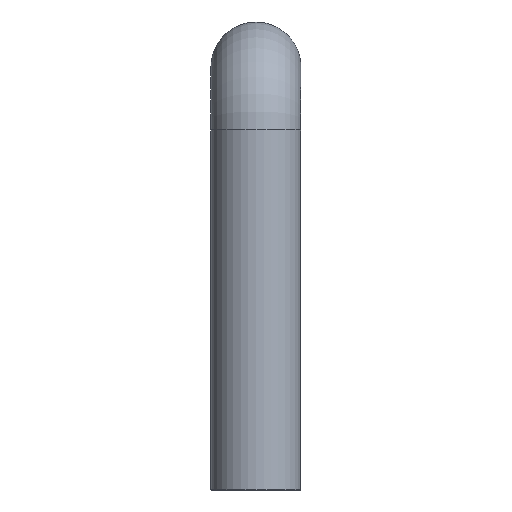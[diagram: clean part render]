
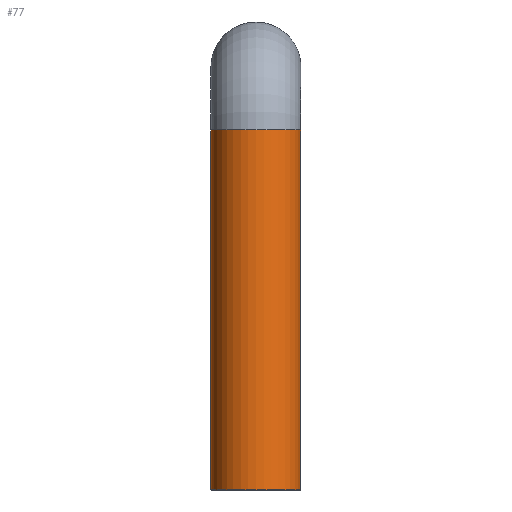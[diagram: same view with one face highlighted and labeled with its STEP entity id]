
A CAD part, left-side view. The second image highlights one B-rep face of the part: STEP entity #77.
In plain terms, the highlighted cylindrical face has radius 0.25 mm (diameter 0.5 mm), a full revolution.
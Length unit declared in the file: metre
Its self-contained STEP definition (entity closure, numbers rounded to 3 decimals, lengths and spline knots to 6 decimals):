
#24=ORIENTED_EDGE('',*,*,#32,.F.);
#25=ORIENTED_EDGE('',*,*,#33,.T.);
#32=EDGE_CURVE('',#38,#38,#44,.T.);
#33=EDGE_CURVE('',#39,#39,#45,.T.);
#38=VERTEX_POINT('',#148);
#39=VERTEX_POINT('',#151);
#44=CIRCLE('',#101,0.00025);
#45=CIRCLE('',#103,0.00025);
#54=EDGE_LOOP('',(#24));
#55=EDGE_LOOP('',(#25));
#66=FACE_BOUND('',#54,.T.);
#67=FACE_BOUND('',#55,.T.);
#72=CYLINDRICAL_SURFACE('',#102,0.00025);
#77=ADVANCED_FACE('',(#66,#67),#72,.T.);
#101=AXIS2_PLACEMENT_3D('',#147,#124,#125);
#102=AXIS2_PLACEMENT_3D('',#149,#126,#127);
#103=AXIS2_PLACEMENT_3D('',#150,#128,#129);
#124=DIRECTION('',(0.,0.,1.));
#125=DIRECTION('',(1.,0.,0.));
#126=DIRECTION('',(0.,0.,1.));
#127=DIRECTION('',(1.,0.,0.));
#128=DIRECTION('',(0.,0.,1.));
#129=DIRECTION('',(1.,0.,0.));
#147=CARTESIAN_POINT('',(-0.00508,0.,0.002));
#148=CARTESIAN_POINT('',(-0.00483,0.,0.002));
#149=CARTESIAN_POINT('',(-0.00508,0.,0.));
#150=CARTESIAN_POINT('',(-0.00508,0.,0.));
#151=CARTESIAN_POINT('',(-0.00483,0.,0.));
